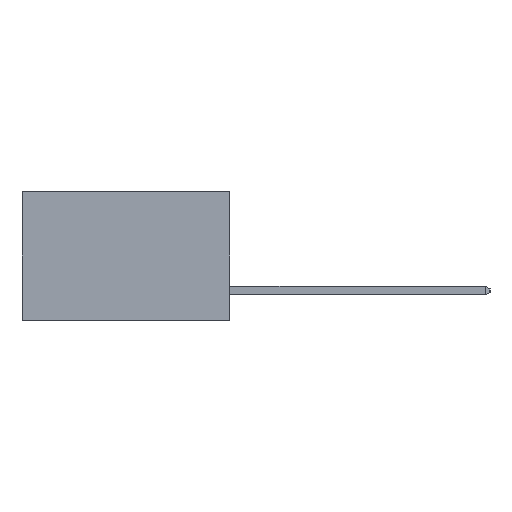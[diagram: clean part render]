
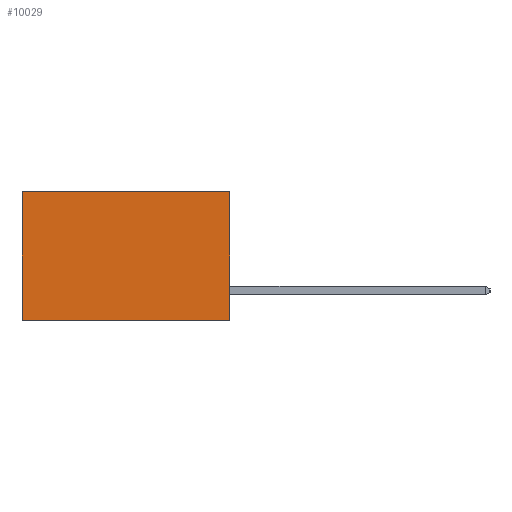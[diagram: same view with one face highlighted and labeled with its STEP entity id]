
A CAD part, left-side view. The second image highlights one B-rep face of the part: STEP entity #10029.
In plain terms, the highlighted planar face has unit normal (-1, 0, 0).
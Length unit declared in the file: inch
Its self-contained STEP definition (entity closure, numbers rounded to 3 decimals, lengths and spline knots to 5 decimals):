
#343 = AXIS2_PLACEMENT_3D ( 'NONE', #19310, #2518, #17307 ) ;
#1094 = EDGE_CURVE ( 'NONE', #5176, #7218, #24795, .T. ) ;
#1434 = FACE_OUTER_BOUND ( 'NONE', #5083, .T. ) ;
#1438 = DIRECTION ( 'NONE',  ( 0., 1., 0. ) ) ;
#1871 = CARTESIAN_POINT ( 'NONE',  ( 0.298, 0.6, 0. ) ) ;
#2518 = DIRECTION ( 'NONE',  ( 1., 0., 0. ) ) ;
#3416 = EDGE_CURVE ( 'NONE', #7218, #23780, #11208, .T. ) ;
#5083 = EDGE_LOOP ( 'NONE', ( #23999, #5557, #13821, #10726 ) ) ;
#5176 = VERTEX_POINT ( 'NONE', #26534 ) ;
#5433 = VECTOR ( 'NONE', #17924, 39.37008 ) ;
#5557 = ORIENTED_EDGE ( 'NONE', *, *, #3416, .F. ) ;
#5708 = LINE ( 'NONE', #15218, #21101 ) ;
#7218 = VERTEX_POINT ( 'NONE', #10003 ) ;
#7439 = CARTESIAN_POINT ( 'NONE',  ( 0.298, 0.6, 0. ) ) ;
#7762 = CARTESIAN_POINT ( 'NONE',  ( 0.298, 0.6, -0.37 ) ) ;
#8958 = DIRECTION ( 'NONE',  ( 0., 1., 0. ) ) ;
#10003 = CARTESIAN_POINT ( 'NONE',  ( 0.298, 0., -0.37 ) ) ;
#10029 = ADVANCED_FACE ( 'NONE', ( #1434 ), #23403, .F. ) ;
#10278 = EDGE_CURVE ( 'NONE', #19777, #23780, #11040, .T. ) ;
#10726 = ORIENTED_EDGE ( 'NONE', *, *, #11234, .T. ) ;
#11040 = LINE ( 'NONE', #7439, #5433 ) ;
#11208 = LINE ( 'NONE', #26846, #22295 ) ;
#11234 = EDGE_CURVE ( 'NONE', #5176, #19777, #5708, .T. ) ;
#13780 = VECTOR ( 'NONE', #23841, 39.37008 ) ;
#13821 = ORIENTED_EDGE ( 'NONE', *, *, #1094, .F. ) ;
#15218 = CARTESIAN_POINT ( 'NONE',  ( 0.298, 0., 0. ) ) ;
#17307 = DIRECTION ( 'NONE',  ( 0., 0., -1. ) ) ;
#17924 = DIRECTION ( 'NONE',  ( 0., 0., -1. ) ) ;
#19310 = CARTESIAN_POINT ( 'NONE',  ( 0.298, 0., 0. ) ) ;
#19777 = VERTEX_POINT ( 'NONE', #1871 ) ;
#20538 = CARTESIAN_POINT ( 'NONE',  ( 0.298, 0., 0. ) ) ;
#21101 = VECTOR ( 'NONE', #8958, 39.37008 ) ;
#22295 = VECTOR ( 'NONE', #1438, 39.37008 ) ;
#23403 = PLANE ( 'NONE',  #343 ) ;
#23780 = VERTEX_POINT ( 'NONE', #7762 ) ;
#23841 = DIRECTION ( 'NONE',  ( 0., 0., -1. ) ) ;
#23999 = ORIENTED_EDGE ( 'NONE', *, *, #10278, .T. ) ;
#24795 = LINE ( 'NONE', #20538, #13780 ) ;
#26534 = CARTESIAN_POINT ( 'NONE',  ( 0.298, 0., 0. ) ) ;
#26846 = CARTESIAN_POINT ( 'NONE',  ( 0.298, 0., -0.37 ) ) ;
